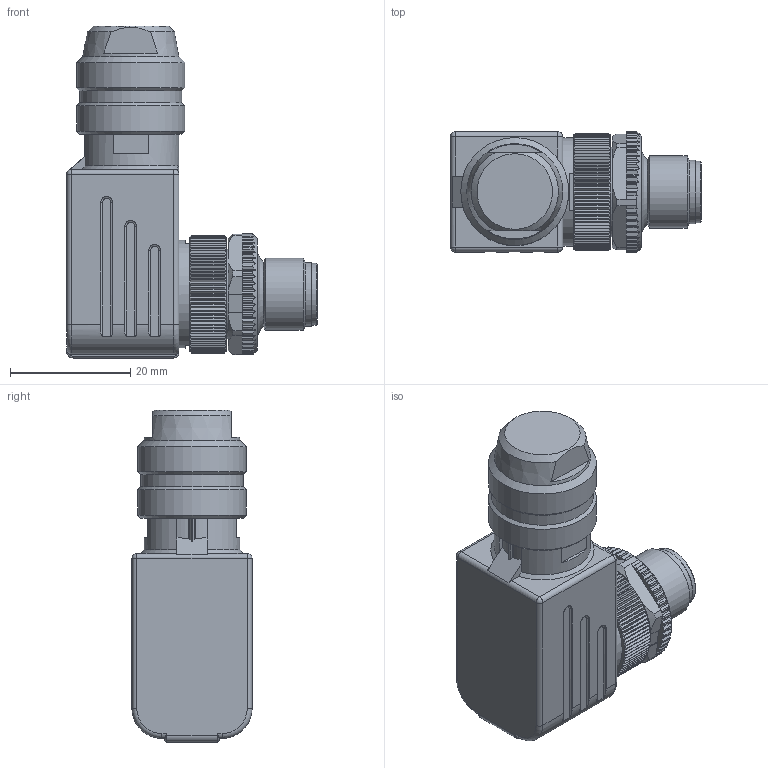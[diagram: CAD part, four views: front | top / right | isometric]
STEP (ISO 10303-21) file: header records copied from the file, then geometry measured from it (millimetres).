
FILE_DESCRIPTION(/* description */ (''),/* implementation_level */ '2;1');
FILE_NAME(/* name */ '99_1491_XXX_12_002_01.stp',/* time_stamp */ '2015-04-29T11:14:57+02:00',/* author */ (''),/* organization */ (''),/* preprocessor_version */ 'ST-DEVELOPER v14',/* originating_system */ 'SIEMENS PLM Software NX 8.0',/* authorisation */ '');
FILE_SCHEMA (('AUTOMOTIVE_DESIGN { 1 0 10303 214 3 1 1 1 }'));
Length unit declared in the file: millimetre
Products named in the file (1): cerl0B80D1D0k20h
Bounding box: 41.8 x 20.2 x 55.3 mm (x, y, z)
Volume: 20865.5 mm3; surface area: 6355 mm2
Topology: 1 solids, 1 shells, 1204 faces, 3079 edges, 1890 vertices
Faces by surface type: plane 484, cylinder 271, cone 212, extrusion 204, sphere 16, torus 15, bspline 2
Full cylindrical faces by diameter (mm): 0.6 x12, 10.3 x1, 10.6 x1, 12 x1, 15 x1, 17 x1, 18 x3
Entity records: 38380 total; most frequent: CARTESIAN_POINT 11381, ORIENTED_EDGE 5978, DIRECTION 4833, EDGE_CURVE 2989, VERTEX_POINT 1860, AXIS2_PLACEMENT_3D 1683, VECTOR 1467, EDGE_LOOP 1277
